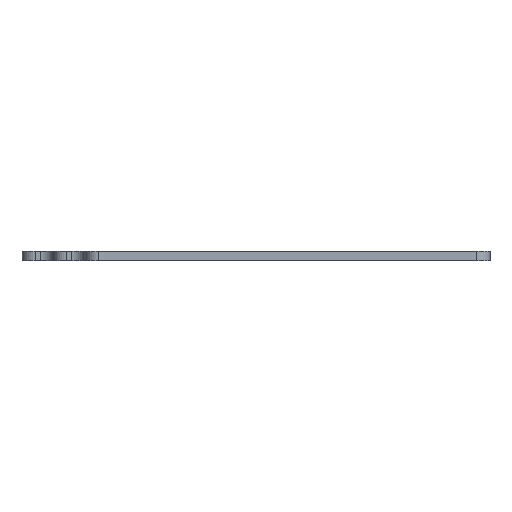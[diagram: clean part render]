
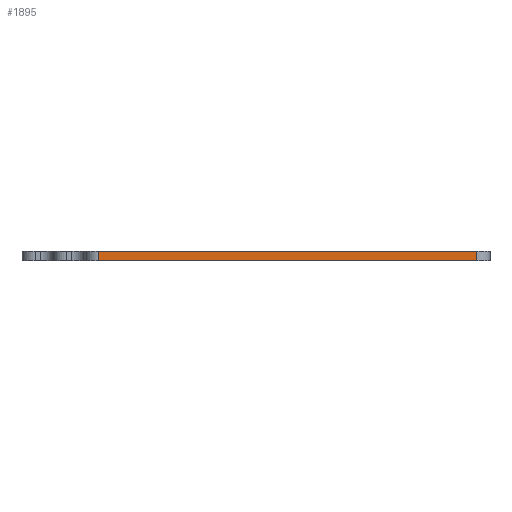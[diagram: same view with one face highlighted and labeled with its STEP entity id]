
A CAD part, front view. The second image highlights one B-rep face of the part: STEP entity #1895.
In plain terms, the highlighted planar face has unit normal (0, -1, 0).
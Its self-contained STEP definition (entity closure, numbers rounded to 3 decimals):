
#40=PLANE('',#2103);
#97=FACE_OUTER_BOUND('',#213,.T.);
#213=EDGE_LOOP('',(#1497,#1498,#1499,#1500));
#307=LINE('',#2807,#499);
#355=LINE('',#2999,#547);
#405=LINE('',#3180,#597);
#407=LINE('',#3183,#599);
#499=VECTOR('',#2219,10.);
#547=VECTOR('',#2367,10.);
#597=VECTOR('',#2517,10.);
#599=VECTOR('',#2521,10.);
#792=VERTEX_POINT('',#2804);
#793=VERTEX_POINT('',#2806);
#886=VERTEX_POINT('',#2996);
#887=VERTEX_POINT('',#2998);
#986=EDGE_CURVE('',#792,#793,#307,.F.);
#1082=EDGE_CURVE('',#887,#886,#355,.F.);
#1173=EDGE_CURVE('',#793,#886,#405,.T.);
#1175=EDGE_CURVE('',#887,#792,#407,.T.);
#1497=ORIENTED_EDGE('',*,*,#1173,.F.);
#1498=ORIENTED_EDGE('',*,*,#986,.F.);
#1499=ORIENTED_EDGE('',*,*,#1175,.F.);
#1500=ORIENTED_EDGE('',*,*,#1082,.T.);
#1895=ADVANCED_FACE('',(#97),#40,.T.);
#2103=AXIS2_PLACEMENT_3D('',#3182,#2519,#2520);
#2219=DIRECTION('',(-1.,0.,0.));
#2367=DIRECTION('',(-1.,0.,0.));
#2517=DIRECTION('',(0.,0.,-1.));
#2519=DIRECTION('center_axis',(0.,-1.,0.));
#2520=DIRECTION('ref_axis',(1.,0.,0.));
#2521=DIRECTION('',(0.,0.,1.));
#2804=CARTESIAN_POINT('',(9.525,-59.15,3.));
#2806=CARTESIAN_POINT('',(66.675,-59.15,3.));
#2807=CARTESIAN_POINT('',(19.508,-59.15,3.));
#2996=CARTESIAN_POINT('',(66.675,-59.15,1.5));
#2998=CARTESIAN_POINT('',(9.525,-59.15,1.5));
#2999=CARTESIAN_POINT('',(19.508,-59.15,1.5));
#3180=CARTESIAN_POINT('',(66.675,-59.15,1.5));
#3182=CARTESIAN_POINT('Origin',(5.679,-59.15,1.5));
#3183=CARTESIAN_POINT('',(9.525,-59.15,1.5));
